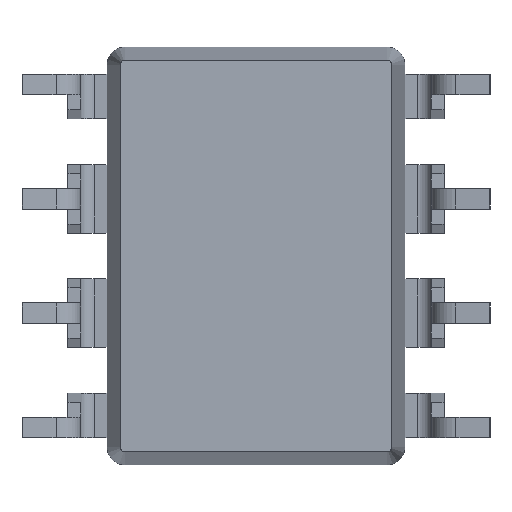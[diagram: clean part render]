
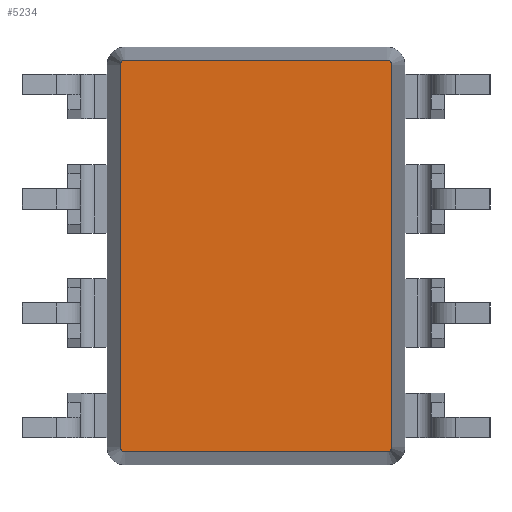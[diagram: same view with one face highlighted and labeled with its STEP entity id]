
A CAD part, front view. The second image highlights one B-rep face of the part: STEP entity #5234.
In plain terms, the highlighted planar face has unit normal (0, -1, 0).
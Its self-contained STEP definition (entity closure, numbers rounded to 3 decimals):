
#73 = LINE ( 'NONE', #3958, #4268 ) ;
#99 = AXIS2_PLACEMENT_3D ( 'NONE', #796, #410, #2590 ) ;
#190 = LINE ( 'NONE', #3120, #5360 ) ;
#301 = DIRECTION ( 'NONE',  ( 0., -1., 0. ) ) ;
#405 = CARTESIAN_POINT ( 'NONE',  ( -2.91, 0.38, 4.348 ) ) ;
#410 = DIRECTION ( 'NONE',  ( 0., -1., 0. ) ) ;
#414 = ORIENTED_EDGE ( 'NONE', *, *, #5390, .T. ) ;
#418 = AXIS2_PLACEMENT_3D ( 'NONE', #5334, #2793, #2739 ) ;
#535 = DIRECTION ( 'NONE',  ( 0., 0., 1. ) ) ;
#620 = EDGE_CURVE ( 'NONE', #3491, #4740, #190, .T. ) ;
#712 = CIRCLE ( 'NONE', #2252, 0.106 ) ;
#736 = CIRCLE ( 'NONE', #4810, 0.106 ) ;
#784 = EDGE_CURVE ( 'NONE', #4740, #2539, #3775, .T. ) ;
#796 = CARTESIAN_POINT ( 'NONE',  ( 2.91, 0.38, -4.242 ) ) ;
#799 = CARTESIAN_POINT ( 'NONE',  ( 2.91, 0.38, -4.242 ) ) ;
#855 = AXIS2_PLACEMENT_3D ( 'NONE', #799, #1234, #5100 ) ;
#1104 = VERTEX_POINT ( 'NONE', #2940 ) ;
#1193 = CARTESIAN_POINT ( 'NONE',  ( 2.91, 0.38, -4.348 ) ) ;
#1231 = VERTEX_POINT ( 'NONE', #5192 ) ;
#1234 = DIRECTION ( 'NONE',  ( 0., -1., 0. ) ) ;
#1608 = CARTESIAN_POINT ( 'NONE',  ( 2.91, 0.38, 4.348 ) ) ;
#1761 = EDGE_CURVE ( 'NONE', #1952, #1231, #712, .T. ) ;
#1882 = ORIENTED_EDGE ( 'NONE', *, *, #2125, .T. ) ;
#1911 = ORIENTED_EDGE ( 'NONE', *, *, #4632, .T. ) ;
#1952 = VERTEX_POINT ( 'NONE', #405 ) ;
#2125 = EDGE_CURVE ( 'NONE', #3897, #1952, #73, .T. ) ;
#2252 = AXIS2_PLACEMENT_3D ( 'NONE', #3589, #4009, #3228 ) ;
#2328 = ORIENTED_EDGE ( 'NONE', *, *, #3283, .T. ) ;
#2506 = CARTESIAN_POINT ( 'NONE',  ( -3.016, 0.38, -4.242 ) ) ;
#2539 = VERTEX_POINT ( 'NONE', #2988 ) ;
#2590 = DIRECTION ( 'NONE',  ( 0., 0., -1. ) ) ;
#2698 = CARTESIAN_POINT ( 'NONE',  ( 3.016, 0.38, -4.242 ) ) ;
#2739 = DIRECTION ( 'NONE',  ( 0., 0., -1. ) ) ;
#2793 = DIRECTION ( 'NONE',  ( 0., -1., 0. ) ) ;
#2869 = CARTESIAN_POINT ( 'NONE',  ( 2.91, 0.38, 4.243 ) ) ;
#2940 = CARTESIAN_POINT ( 'NONE',  ( 3.016, 0.38, 4.243 ) ) ;
#2980 = LINE ( 'NONE', #5469, #3988 ) ;
#2988 = CARTESIAN_POINT ( 'NONE',  ( 3.016, 0.38, -4.242 ) ) ;
#3120 = CARTESIAN_POINT ( 'NONE',  ( -2.91, 0.38, -4.348 ) ) ;
#3228 = DIRECTION ( 'NONE',  ( 0., 0., -1. ) ) ;
#3283 = EDGE_CURVE ( 'NONE', #3471, #3491, #5564, .T. ) ;
#3402 = PLANE ( 'NONE',  #99 ) ;
#3471 = VERTEX_POINT ( 'NONE', #2506 ) ;
#3491 = VERTEX_POINT ( 'NONE', #5530 ) ;
#3589 = CARTESIAN_POINT ( 'NONE',  ( -2.91, 0.38, 4.243 ) ) ;
#3775 = CIRCLE ( 'NONE', #855, 0.106 ) ;
#3880 = DIRECTION ( 'NONE',  ( -1., 0., 0. ) ) ;
#3897 = VERTEX_POINT ( 'NONE', #1608 ) ;
#3958 = CARTESIAN_POINT ( 'NONE',  ( 2.91, 0.38, 4.348 ) ) ;
#3988 = VECTOR ( 'NONE', #5414, 1000. ) ;
#4009 = DIRECTION ( 'NONE',  ( 0., -1., 0. ) ) ;
#4037 = DIRECTION ( 'NONE',  ( 0., 0., -1. ) ) ;
#4042 = ORIENTED_EDGE ( 'NONE', *, *, #620, .T. ) ;
#4132 = VECTOR ( 'NONE', #535, 1000. ) ;
#4162 = ORIENTED_EDGE ( 'NONE', *, *, #784, .T. ) ;
#4268 = VECTOR ( 'NONE', #3880, 1000. ) ;
#4299 = EDGE_CURVE ( 'NONE', #1104, #3897, #736, .T. ) ;
#4341 = DIRECTION ( 'NONE',  ( 1., 0., 0. ) ) ;
#4343 = LINE ( 'NONE', #2698, #4132 ) ;
#4420 = EDGE_LOOP ( 'NONE', ( #4162, #414, #4523, #1882, #5281, #1911, #2328, #4042 ) ) ;
#4523 = ORIENTED_EDGE ( 'NONE', *, *, #4299, .T. ) ;
#4591 = FACE_OUTER_BOUND ( 'NONE', #4420, .T. ) ;
#4632 = EDGE_CURVE ( 'NONE', #1231, #3471, #2980, .T. ) ;
#4740 = VERTEX_POINT ( 'NONE', #1193 ) ;
#4810 = AXIS2_PLACEMENT_3D ( 'NONE', #2869, #301, #4037 ) ;
#5100 = DIRECTION ( 'NONE',  ( 0., 0., -1. ) ) ;
#5192 = CARTESIAN_POINT ( 'NONE',  ( -3.016, 0.38, 4.243 ) ) ;
#5234 = ADVANCED_FACE ( 'NONE', ( #4591 ), #3402, .T. ) ;
#5281 = ORIENTED_EDGE ( 'NONE', *, *, #1761, .T. ) ;
#5334 = CARTESIAN_POINT ( 'NONE',  ( -2.91, 0.38, -4.242 ) ) ;
#5360 = VECTOR ( 'NONE', #4341, 1000. ) ;
#5390 = EDGE_CURVE ( 'NONE', #2539, #1104, #4343, .T. ) ;
#5414 = DIRECTION ( 'NONE',  ( 0., 0., -1. ) ) ;
#5469 = CARTESIAN_POINT ( 'NONE',  ( -3.016, 0.38, 4.243 ) ) ;
#5530 = CARTESIAN_POINT ( 'NONE',  ( -2.91, 0.38, -4.348 ) ) ;
#5564 = CIRCLE ( 'NONE', #418, 0.106 ) ;
